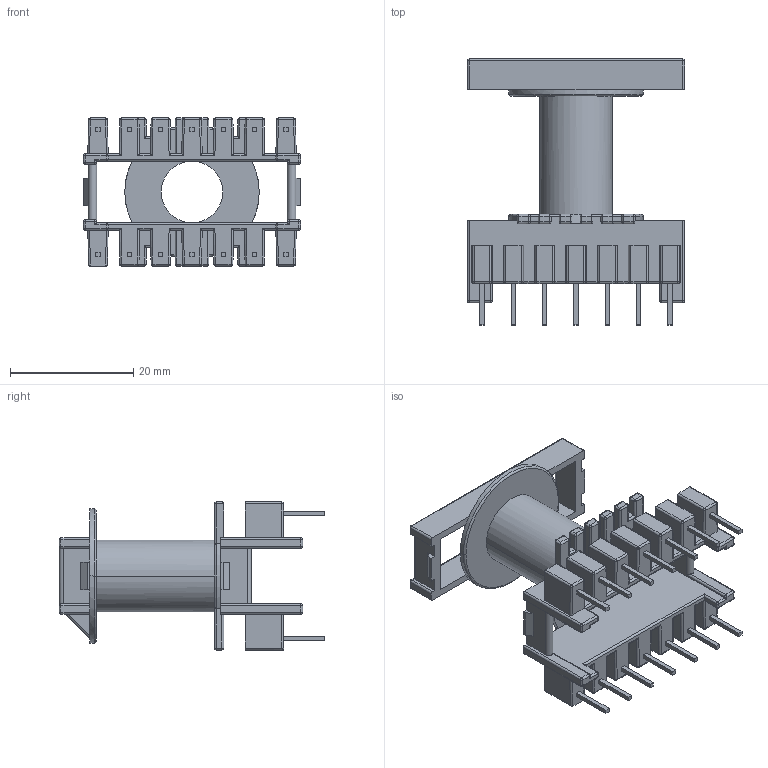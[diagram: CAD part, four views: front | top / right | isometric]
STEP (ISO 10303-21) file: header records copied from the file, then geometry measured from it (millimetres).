
FILE_DESCRIPTION((''),'2;1');
FILE_NAME('C61036-A0121-B203_ETD_SW0001','2021-03-19T',('EE4793'),(''),'PRO/ENGINEER BY PARAMETRIC TECHNOLOGY CORPORATION, 2014000','PRO/ENGINEER BY PARAMETRIC TECHNOLOGY CORPORATION, 2014000','');
FILE_SCHEMA(('AUTOMOTIVE_DESIGN { 1 0 10303 214 1 1 1 1 }'));
Length unit declared in the file: millimetre
Products named in the file (1): C61036-A0121-B203_ETD_SW0001
Bounding box: 35.2 x 43.1 x 24 mm (x, y, z)
Volume: 4626.1 mm3; surface area: 7504 mm2
Topology: 1 solids, 1 shells, 637 faces, 1605 edges, 874 vertices
Faces by surface type: cylinder 272, plane 254, sphere 101, torus 8, bspline 2
Entity records: 18645 total; most frequent: CARTESIAN_POINT 3900, DIRECTION 3113, ORIENTED_EDGE 3008, EDGE_CURVE 1504, AXIS2_PLACEMENT_3D 1077, VECTOR 959, LINE 959, VERTEX_POINT 874
